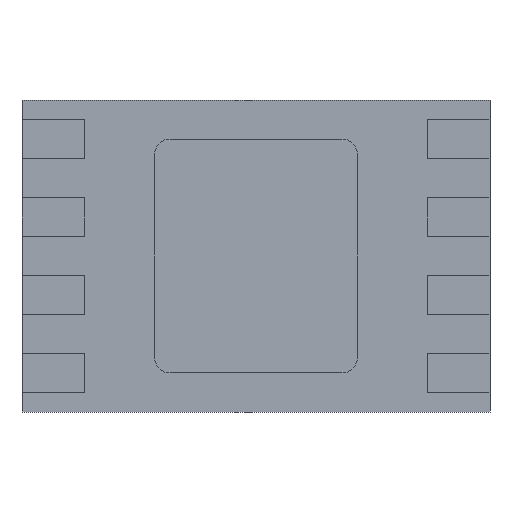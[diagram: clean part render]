
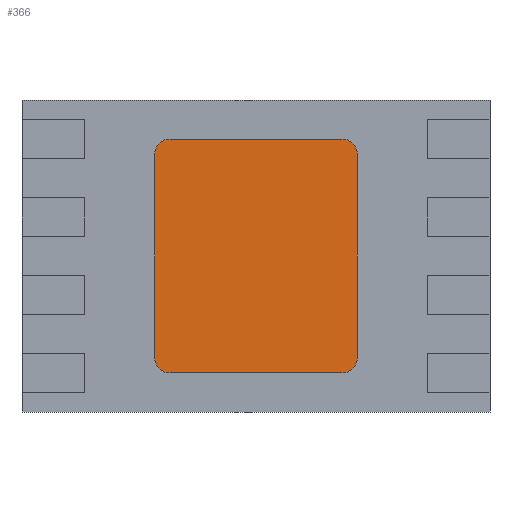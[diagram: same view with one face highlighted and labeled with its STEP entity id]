
A CAD part, front view. The second image highlights one B-rep face of the part: STEP entity #366.
In plain terms, the highlighted planar face has unit normal (0, -1, 0).
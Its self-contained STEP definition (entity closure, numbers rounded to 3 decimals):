
#33 = VERTEX_POINT ( 'NONE', #356 ) ;
#40 = ORIENTED_EDGE ( 'NONE', *, *, #2007, .F. ) ;
#95 = ORIENTED_EDGE ( 'NONE', *, *, #1212, .F. ) ;
#162 = CARTESIAN_POINT ( 'NONE',  ( -0.55, 0., -0.75 ) ) ;
#199 = DIRECTION ( 'NONE',  ( 1., 0., 0. ) ) ;
#207 = VERTEX_POINT ( 'NONE', #162 ) ;
#232 = AXIS2_PLACEMENT_3D ( 'NONE', #321, #2583, #2375 ) ;
#321 = CARTESIAN_POINT ( 'NONE',  ( -0.55, 0., 0.65 ) ) ;
#356 = CARTESIAN_POINT ( 'NONE',  ( 0.55, 0., 0.75 ) ) ;
#366 = ADVANCED_FACE ( 'NONE', ( #1963 ), #2155, .F. ) ;
#373 = DIRECTION ( 'NONE',  ( -1., 0., 0. ) ) ;
#405 = CARTESIAN_POINT ( 'NONE',  ( 0.65, 0., 0.65 ) ) ;
#407 = DIRECTION ( 'NONE',  ( 0., 1., 0. ) ) ;
#440 = DIRECTION ( 'NONE',  ( 0., 0., -1. ) ) ;
#449 = VECTOR ( 'NONE', #373, 1000. ) ;
#537 = CIRCLE ( 'NONE', #2057, 0.1 ) ;
#546 = CARTESIAN_POINT ( 'NONE',  ( -0.55, 0., 0.75 ) ) ;
#632 = DIRECTION ( 'NONE',  ( 0., 1., 0. ) ) ;
#665 = EDGE_CURVE ( 'NONE', #2044, #33, #1502, .T. ) ;
#739 = CARTESIAN_POINT ( 'NONE',  ( 0.65, 0., -0.65 ) ) ;
#801 = LINE ( 'NONE', #907, #883 ) ;
#808 = CARTESIAN_POINT ( 'NONE',  ( 0., 0., 0. ) ) ;
#839 = VERTEX_POINT ( 'NONE', #739 ) ;
#876 = EDGE_CURVE ( 'NONE', #1381, #2044, #1823, .T. ) ;
#883 = VECTOR ( 'NONE', #915, 1000. ) ;
#907 = CARTESIAN_POINT ( 'NONE',  ( -0.65, 0., 0. ) ) ;
#915 = DIRECTION ( 'NONE',  ( 0., 0., 1. ) ) ;
#937 = CARTESIAN_POINT ( 'NONE',  ( -0.65, 0., 0.65 ) ) ;
#1001 = EDGE_CURVE ( 'NONE', #839, #2006, #2581, .T. ) ;
#1009 = ORIENTED_EDGE ( 'NONE', *, *, #2783, .F. ) ;
#1018 = EDGE_LOOP ( 'NONE', ( #2540, #95, #1856, #2470, #1912, #1496, #40, #1009 ) ) ;
#1212 = EDGE_CURVE ( 'NONE', #2874, #839, #2343, .T. ) ;
#1226 = DIRECTION ( 'NONE',  ( 1., 0., 0. ) ) ;
#1292 = CARTESIAN_POINT ( 'NONE',  ( 0.55, 0., 0.65 ) ) ;
#1381 = VERTEX_POINT ( 'NONE', #937 ) ;
#1496 = ORIENTED_EDGE ( 'NONE', *, *, #1861, .F. ) ;
#1502 = LINE ( 'NONE', #2506, #2229 ) ;
#1577 = VERTEX_POINT ( 'NONE', #2167 ) ;
#1694 = EDGE_CURVE ( 'NONE', #33, #2874, #537, .T. ) ;
#1719 = DIRECTION ( 'NONE',  ( 1., 0., 0. ) ) ;
#1728 = AXIS2_PLACEMENT_3D ( 'NONE', #1978, #632, #1719 ) ;
#1823 = CIRCLE ( 'NONE', #232, 0.1 ) ;
#1856 = ORIENTED_EDGE ( 'NONE', *, *, #1694, .F. ) ;
#1861 = EDGE_CURVE ( 'NONE', #1577, #1381, #801, .T. ) ;
#1912 = ORIENTED_EDGE ( 'NONE', *, *, #876, .F. ) ;
#1963 = FACE_OUTER_BOUND ( 'NONE', #1018, .T. ) ;
#1978 = CARTESIAN_POINT ( 'NONE',  ( 0.55, 0., -0.65 ) ) ;
#2006 = VERTEX_POINT ( 'NONE', #2312 ) ;
#2007 = EDGE_CURVE ( 'NONE', #207, #1577, #2236, .T. ) ;
#2037 = CARTESIAN_POINT ( 'NONE',  ( 0.65, 0., 0. ) ) ;
#2044 = VERTEX_POINT ( 'NONE', #546 ) ;
#2057 = AXIS2_PLACEMENT_3D ( 'NONE', #1292, #407, #199 ) ;
#2155 = PLANE ( 'NONE',  #2384 ) ;
#2167 = CARTESIAN_POINT ( 'NONE',  ( -0.65, 0., -0.65 ) ) ;
#2229 = VECTOR ( 'NONE', #2707, 1000. ) ;
#2236 = CIRCLE ( 'NONE', #2838, 0.1 ) ;
#2269 = VECTOR ( 'NONE', #440, 1000. ) ;
#2312 = CARTESIAN_POINT ( 'NONE',  ( 0.55, 0., -0.75 ) ) ;
#2329 = DIRECTION ( 'NONE',  ( 0., 1., 0. ) ) ;
#2343 = LINE ( 'NONE', #2037, #2269 ) ;
#2352 = CARTESIAN_POINT ( 'NONE',  ( -0.55, 0., -0.65 ) ) ;
#2375 = DIRECTION ( 'NONE',  ( 1., 0., 0. ) ) ;
#2384 = AXIS2_PLACEMENT_3D ( 'NONE', #808, #2835, #2624 ) ;
#2470 = ORIENTED_EDGE ( 'NONE', *, *, #665, .F. ) ;
#2506 = CARTESIAN_POINT ( 'NONE',  ( 0., 0., 0.75 ) ) ;
#2540 = ORIENTED_EDGE ( 'NONE', *, *, #1001, .F. ) ;
#2581 = CIRCLE ( 'NONE', #1728, 0.1 ) ;
#2583 = DIRECTION ( 'NONE',  ( 0., 1., 0. ) ) ;
#2624 = DIRECTION ( 'NONE',  ( 1., 0., 0. ) ) ;
#2682 = LINE ( 'NONE', #2787, #449 ) ;
#2707 = DIRECTION ( 'NONE',  ( 1., 0., 0. ) ) ;
#2783 = EDGE_CURVE ( 'NONE', #2006, #207, #2682, .T. ) ;
#2787 = CARTESIAN_POINT ( 'NONE',  ( 0., 0., -0.75 ) ) ;
#2835 = DIRECTION ( 'NONE',  ( 0., 1., 0. ) ) ;
#2838 = AXIS2_PLACEMENT_3D ( 'NONE', #2352, #2329, #1226 ) ;
#2874 = VERTEX_POINT ( 'NONE', #405 ) ;
